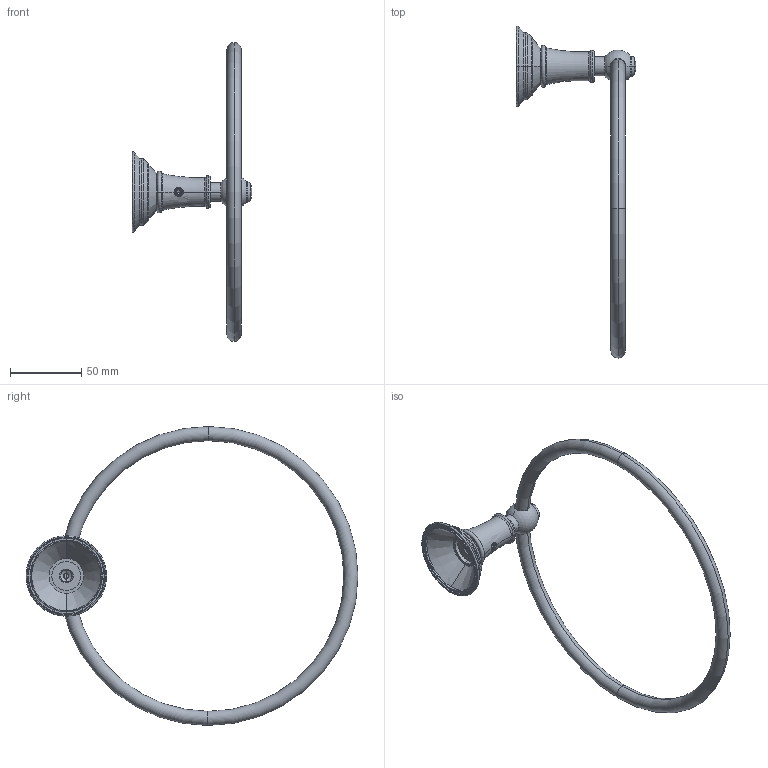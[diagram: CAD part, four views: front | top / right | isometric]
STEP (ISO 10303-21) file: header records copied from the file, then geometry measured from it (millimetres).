
FILE_DESCRIPTION((''),'2;1');
FILE_NAME('5405_ASM','2019-08-07T14:33:22',('jinson.thomas'),(''),'CREO PARAMETRIC BY PTC INC, 2018400','CREO PARAMETRIC BY PTC INC, 2018400','');
FILE_SCHEMA(('CONFIG_CONTROL_DESIGN'));
Length unit declared in the file: inch
Products named in the file (6): 11591; 2-652_ASM; 40708; 92031; 40469; 5405_ASM
Assembly tree (5 placements, depth 3):
  5405_ASM
    2-652_ASM
      11591
    40708
    92031
    40469
Bounding box: 83.97 x 233.01 x 209.8 mm (x, y, z)
Volume: 42819.2 mm3; surface area: 49105.6 mm2
Topology: 4 solids, 4 shells, 223 faces, 550 edges, 335 vertices
Faces by surface type: cylinder 75, cone 47, torus 36, bspline 30, plane 29, sphere 4, extrusion 2
Entity records: 11281 total; most frequent: CARTESIAN_POINT 6263, ORIENTED_EDGE 1088, DIRECTION 925, EDGE_CURVE 544, AXIS2_PLACEMENT_3D 406, VERTEX_POINT 335, EDGE_LOOP 239, B_SPLINE_CURVE_WITH_KNOTS 232
